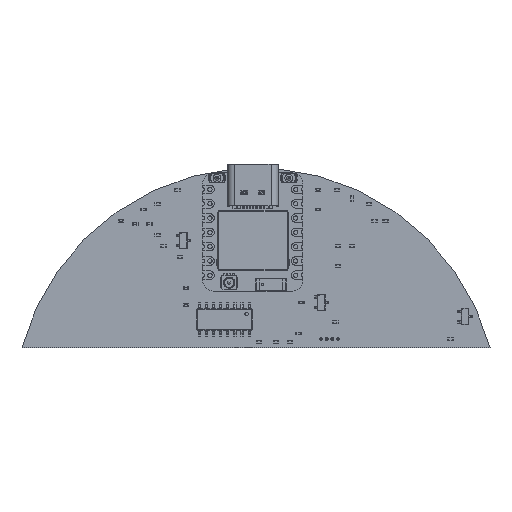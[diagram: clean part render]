
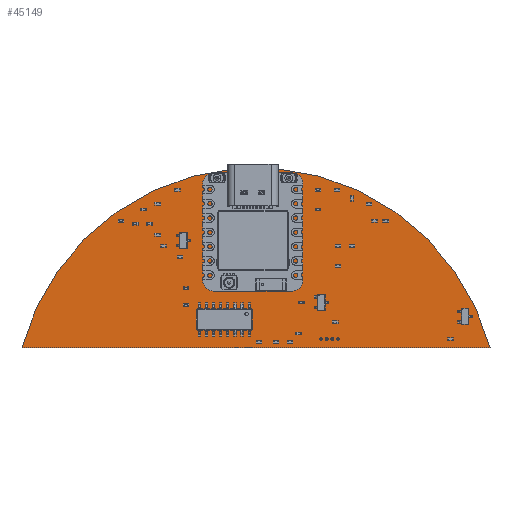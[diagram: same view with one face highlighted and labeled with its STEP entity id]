
A CAD part, top view. The second image highlights one B-rep face of the part: STEP entity #45149.
In plain terms, the highlighted planar face has unit normal (0, 0, 1).
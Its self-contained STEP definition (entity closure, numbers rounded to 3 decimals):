
#45038 = VERTEX_POINT('',#45039);
#45039 = CARTESIAN_POINT('',(36.918,-173.,1.51));
#45045 = EDGE_CURVE('',#45038,#45046,#45048,.T.);
#45046 = VERTEX_POINT('',#45047);
#45047 = CARTESIAN_POINT('',(120.,-173.,1.51));
#45048 = CIRCLE('',#45049,43.);
#45049 = AXIS2_PLACEMENT_3D('',#45050,#45051,#45052);
#45050 = CARTESIAN_POINT('',(78.459,-184.106,1.51));
#45051 = DIRECTION('',(0.,0.,-1.));
#45052 = DIRECTION('',(-0.966,0.258,0.));
#45078 = EDGE_CURVE('',#45046,#45038,#45079,.T.);
#45079 = LINE('',#45080,#45081);
#45080 = CARTESIAN_POINT('',(120.,-173.,1.51));
#45081 = VECTOR('',#45082,1.);
#45082 = DIRECTION('',(-1.,0.,0.));
#45149 = ADVANCED_FACE('',(#45150,#45154,#45165,#45176,#45187),#45198,
  .T.);
#45150 = FACE_BOUND('',#45151,.T.);
#45151 = EDGE_LOOP('',(#45152,#45153));
#45152 = ORIENTED_EDGE('',*,*,#45045,.F.);
#45153 = ORIENTED_EDGE('',*,*,#45078,.F.);
#45154 = FACE_BOUND('',#45155,.T.);
#45155 = EDGE_LOOP('',(#45156));
#45156 = ORIENTED_EDGE('',*,*,#45157,.T.);
#45157 = EDGE_CURVE('',#45158,#45158,#45160,.T.);
#45158 = VERTEX_POINT('',#45159);
#45159 = CARTESIAN_POINT('',(90.,-171.75,1.51));
#45160 = CIRCLE('',#45161,0.25);
#45161 = AXIS2_PLACEMENT_3D('',#45162,#45163,#45164);
#45162 = CARTESIAN_POINT('',(90.,-171.5,1.51));
#45163 = DIRECTION('',(-0.,0.,-1.));
#45164 = DIRECTION('',(-0.,-1.,0.));
#45165 = FACE_BOUND('',#45166,.T.);
#45166 = EDGE_LOOP('',(#45167));
#45167 = ORIENTED_EDGE('',*,*,#45168,.T.);
#45168 = EDGE_CURVE('',#45169,#45169,#45171,.T.);
#45169 = VERTEX_POINT('',#45170);
#45170 = CARTESIAN_POINT('',(91.,-171.75,1.51));
#45171 = CIRCLE('',#45172,0.25);
#45172 = AXIS2_PLACEMENT_3D('',#45173,#45174,#45175);
#45173 = CARTESIAN_POINT('',(91.,-171.5,1.51));
#45174 = DIRECTION('',(-0.,0.,-1.));
#45175 = DIRECTION('',(-0.,-1.,0.));
#45176 = FACE_BOUND('',#45177,.T.);
#45177 = EDGE_LOOP('',(#45178));
#45178 = ORIENTED_EDGE('',*,*,#45179,.T.);
#45179 = EDGE_CURVE('',#45180,#45180,#45182,.T.);
#45180 = VERTEX_POINT('',#45181);
#45181 = CARTESIAN_POINT('',(92.,-171.75,1.51));
#45182 = CIRCLE('',#45183,0.25);
#45183 = AXIS2_PLACEMENT_3D('',#45184,#45185,#45186);
#45184 = CARTESIAN_POINT('',(92.,-171.5,1.51));
#45185 = DIRECTION('',(-0.,0.,-1.));
#45186 = DIRECTION('',(-0.,-1.,0.));
#45187 = FACE_BOUND('',#45188,.T.);
#45188 = EDGE_LOOP('',(#45189));
#45189 = ORIENTED_EDGE('',*,*,#45190,.T.);
#45190 = EDGE_CURVE('',#45191,#45191,#45193,.T.);
#45191 = VERTEX_POINT('',#45192);
#45192 = CARTESIAN_POINT('',(93.,-171.75,1.51));
#45193 = CIRCLE('',#45194,0.25);
#45194 = AXIS2_PLACEMENT_3D('',#45195,#45196,#45197);
#45195 = CARTESIAN_POINT('',(93.,-171.5,1.51));
#45196 = DIRECTION('',(-0.,0.,-1.));
#45197 = DIRECTION('',(-0.,-1.,0.));
#45198 = PLANE('',#45199);
#45199 = AXIS2_PLACEMENT_3D('',#45200,#45201,#45202);
#45200 = CARTESIAN_POINT('',(0.,0.,1.51));
#45201 = DIRECTION('',(0.,0.,1.));
#45202 = DIRECTION('',(1.,0.,-0.));
